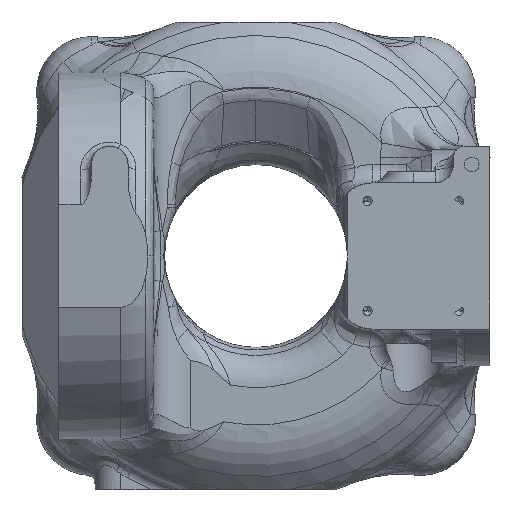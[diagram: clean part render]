
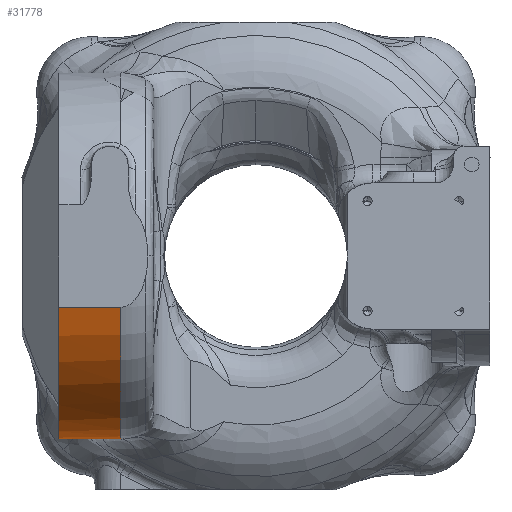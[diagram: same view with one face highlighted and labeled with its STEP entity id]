
A CAD part, left-side view. The second image highlights one B-rep face of the part: STEP entity #31778.
In plain terms, the highlighted cylindrical face has radius 50 mm (diameter 100 mm), a partial arc.
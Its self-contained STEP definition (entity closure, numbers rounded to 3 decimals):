
#20 = ORIENTED_EDGE ( 'NONE', *, *, #27043, .T. ) ;
#782 = CARTESIAN_POINT ( 'NONE',  ( 11.091, 50.824, -48.757 ) ) ;
#897 = CARTESIAN_POINT ( 'NONE',  ( 17.309, 53.264, -46.915 ) ) ;
#1090 = DIRECTION ( 'NONE',  ( 0., 1., 0. ) ) ;
#1615 = CARTESIAN_POINT ( 'NONE',  ( 3.284, 49.172, -49.92 ) ) ;
#1738 = CARTESIAN_POINT ( 'NONE',  ( 0., 49.054, -50. ) ) ;
#2265 = DIRECTION ( 'NONE',  ( 0., -1., 0. ) ) ;
#2858 = CARTESIAN_POINT ( 'NONE',  ( 0., 37., 0. ) ) ;
#3539 = CARTESIAN_POINT ( 'NONE',  ( 1.636, 49.054, -50. ) ) ;
#3661 = CARTESIAN_POINT ( 'NONE',  ( 12.828, 51.405, -48.333 ) ) ;
#3987 = ORIENTED_EDGE ( 'NONE', *, *, #16999, .T. ) ;
#4276 = CARTESIAN_POINT ( 'NONE',  ( 15.296, 52.375, -47.603 ) ) ;
#4916 = FACE_OUTER_BOUND ( 'NONE', #7887, .T. ) ;
#5040 = DIRECTION ( 'NONE',  ( -1., 0., 0. ) ) ;
#5430 = LINE ( 'NONE', #22713, #33206 ) ;
#7887 = EDGE_LOOP ( 'NONE', ( #21086, #32646, #3987, #20, #18678 ) ) ;
#8686 = CARTESIAN_POINT ( 'NONE',  ( 0., 37., -50. ) ) ;
#9062 = CARTESIAN_POINT ( 'NONE',  ( 10.423, 50.622, -48.902 ) ) ;
#9676 = CARTESIAN_POINT ( 'NONE',  ( 0., 49.054, -50. ) ) ;
#9787 = CARTESIAN_POINT ( 'NONE',  ( 5.282, 49.461, -49.72 ) ) ;
#9859 = VERTEX_POINT ( 'NONE', #9676 ) ;
#10860 = AXIS2_PLACEMENT_3D ( 'NONE', #2858, #30333, #13688 ) ;
#12444 = CARTESIAN_POINT ( 'NONE',  ( 10.091, 50.526, -48.971 ) ) ;
#13473 = EDGE_CURVE ( 'NONE', #28693, #15932, #35412, .T. ) ;
#13479 = VECTOR ( 'NONE', #31753, 1000. ) ;
#13688 = DIRECTION ( 'NONE',  ( 0., 0., 1. ) ) ;
#14899 = CARTESIAN_POINT ( 'NONE',  ( -48., 37., -14. ) ) ;
#15186 = CARTESIAN_POINT ( 'NONE',  ( 9.926, 50.479, -49.005 ) ) ;
#15312 = CARTESIAN_POINT ( 'NONE',  ( 11.668, 51.011, -48.621 ) ) ;
#15932 = VERTEX_POINT ( 'NONE', #8686 ) ;
#16350 = CARTESIAN_POINT ( 'NONE',  ( -48., 54., -14. ) ) ;
#16999 = EDGE_CURVE ( 'NONE', #31845, #18175, #21611, .T. ) ;
#17350 = CARTESIAN_POINT ( 'NONE',  ( 14.556, 52.071, -47.834 ) ) ;
#18175 = VERTEX_POINT ( 'NONE', #19885 ) ;
#18678 = ORIENTED_EDGE ( 'NONE', *, *, #18974, .F. ) ;
#18928 = B_SPLINE_CURVE_WITH_KNOTS ( 'NONE', 3,
 ( #34524, #23595, #897, #26228, #20649, #4276, #20887, #28281, #17350, #19938, #29132, #30780, #26344, #20060, #3661, #15312, #782, #9062, #12444, #15186, #31512, #29015, #25375, #33563, #33679, #30903, #23356, #31755, #9787, #28171, #31641, #34400, #1615, #3539, #1738 ),
 .UNSPECIFIED., .F., .F.,
 ( 4, 2, 2, 1, 1, 1, 1, 2, 2, 2, 1, 1, 1, 1, 2, 2, 2, 1, 1, 1, 2, 2, 4 ),
 ( 0., 0.125, 0.187, 0.219, 0.234, 0.242, 0.246, 0.248, 0.25, 0.375, 0.437, 0.469, 0.484, 0.492, 0.496, 0.5, 0.625, 0.687, 0.719, 0.734, 0.742, 0.75, 1. ),
 .UNSPECIFIED. ) ;
#18974 = EDGE_CURVE ( 'NONE', #15932, #9859, #25327, .T. ) ;
#19885 = CARTESIAN_POINT ( 'NONE',  ( 18.815, 54., -46.325 ) ) ;
#19938 = CARTESIAN_POINT ( 'NONE',  ( 14.478, 52.039, -47.858 ) ) ;
#20060 = CARTESIAN_POINT ( 'NONE',  ( 13.611, 51.693, -48.119 ) ) ;
#20649 = CARTESIAN_POINT ( 'NONE',  ( 15.839, 52.606, -47.426 ) ) ;
#20826 = AXIS2_PLACEMENT_3D ( 'NONE', #31947, #23908, #34716 ) ;
#20887 = CARTESIAN_POINT ( 'NONE',  ( 15.026, 52.262, -47.69 ) ) ;
#21086 = ORIENTED_EDGE ( 'NONE', *, *, #13473, .F. ) ;
#21611 = CIRCLE ( 'NONE', #22118, 50. ) ;
#22118 = AXIS2_PLACEMENT_3D ( 'NONE', #26887, #2265, #5040 ) ;
#22713 = CARTESIAN_POINT ( 'NONE',  ( -48., -3., -14. ) ) ;
#23356 = CARTESIAN_POINT ( 'NONE',  ( 6.328, 49.634, -49.601 ) ) ;
#23595 = CARTESIAN_POINT ( 'NONE',  ( 18.057, 53.62, -46.633 ) ) ;
#23908 = DIRECTION ( 'NONE',  ( 0., 1., 0. ) ) ;
#25327 = LINE ( 'NONE', #29372, #13479 ) ;
#25375 = CARTESIAN_POINT ( 'NONE',  ( 9.786, 50.439, -49.033 ) ) ;
#26228 = CARTESIAN_POINT ( 'NONE',  ( 16.205, 52.766, -47.303 ) ) ;
#26344 = CARTESIAN_POINT ( 'NONE',  ( 14.413, 52.013, -47.878 ) ) ;
#26691 = CYLINDRICAL_SURFACE ( 'NONE', #20826, 50. ) ;
#26887 = CARTESIAN_POINT ( 'NONE',  ( 0., 54., 0. ) ) ;
#27043 = EDGE_CURVE ( 'NONE', #18175, #9859, #18928, .T. ) ;
#28171 = CARTESIAN_POINT ( 'NONE',  ( 5.133, 49.439, -49.736 ) ) ;
#28281 = CARTESIAN_POINT ( 'NONE',  ( 14.712, 52.134, -47.787 ) ) ;
#28693 = VERTEX_POINT ( 'NONE', #14899 ) ;
#29015 = CARTESIAN_POINT ( 'NONE',  ( 9.808, 50.446, -49.029 ) ) ;
#29132 = CARTESIAN_POINT ( 'NONE',  ( 14.445, 52.026, -47.868 ) ) ;
#29372 = CARTESIAN_POINT ( 'NONE',  ( 0., 45.346, -50. ) ) ;
#29837 = EDGE_CURVE ( 'NONE', #28693, #31845, #5430, .T. ) ;
#30333 = DIRECTION ( 'NONE',  ( 0., -1., 0. ) ) ;
#30780 = CARTESIAN_POINT ( 'NONE',  ( 14.423, 52.017, -47.875 ) ) ;
#30903 = CARTESIAN_POINT ( 'NONE',  ( 6.93, 49.751, -49.519 ) ) ;
#31512 = CARTESIAN_POINT ( 'NONE',  ( 9.855, 50.459, -49.019 ) ) ;
#31641 = CARTESIAN_POINT ( 'NONE',  ( 5.034, 49.424, -49.746 ) ) ;
#31753 = DIRECTION ( 'NONE',  ( 0., 1., 0. ) ) ;
#31755 = CARTESIAN_POINT ( 'NONE',  ( 5.63, 49.516, -49.683 ) ) ;
#31778 = ADVANCED_FACE ( 'NONE', ( #4916 ), #26691, .T. ) ;
#31845 = VERTEX_POINT ( 'NONE', #16350 ) ;
#31947 = CARTESIAN_POINT ( 'NONE',  ( 0., -3., 0. ) ) ;
#32646 = ORIENTED_EDGE ( 'NONE', *, *, #29837, .T. ) ;
#33206 = VECTOR ( 'NONE', #1090, 1000. ) ;
#33563 = CARTESIAN_POINT ( 'NONE',  ( 8.947, 50.206, -49.2 ) ) ;
#33679 = CARTESIAN_POINT ( 'NONE',  ( 8.137, 50.007, -49.34 ) ) ;
#34400 = CARTESIAN_POINT ( 'NONE',  ( 4.987, 49.417, -49.751 ) ) ;
#34524 = CARTESIAN_POINT ( 'NONE',  ( 18.815, 54., -46.325 ) ) ;
#34716 = DIRECTION ( 'NONE',  ( -1., 0., 0. ) ) ;
#35412 = CIRCLE ( 'NONE', #10860, 50. ) ;
